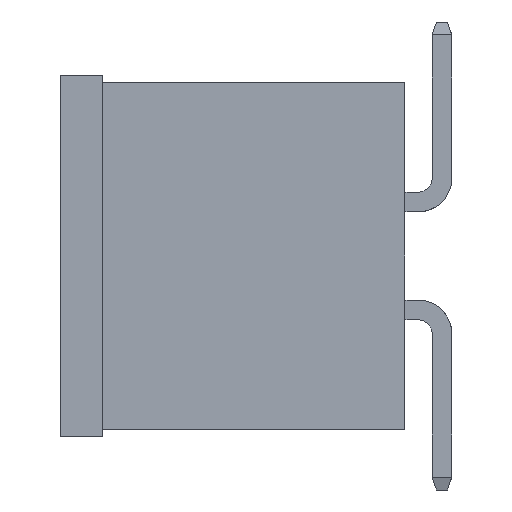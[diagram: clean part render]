
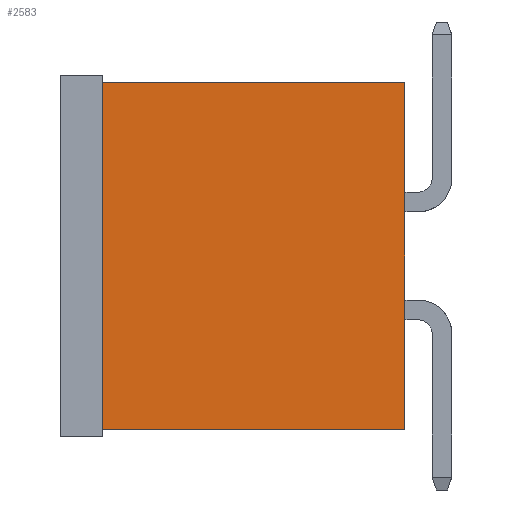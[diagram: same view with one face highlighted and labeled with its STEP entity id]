
A CAD part, left-side view. The second image highlights one B-rep face of the part: STEP entity #2583.
In plain terms, the highlighted planar face has unit normal (-1, 0, 0).
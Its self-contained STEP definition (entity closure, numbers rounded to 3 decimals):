
#2304=CARTESIAN_POINT('',(-12.665,3.55,4.075));
#2305=VERTEX_POINT('',#2304);
#2315=CARTESIAN_POINT('',(-12.665,-3.55,4.075));
#2316=VERTEX_POINT('',#2315);
#2317=CARTESIAN_POINT('',(-12.665,3.55,4.075));
#2318=CARTESIAN_POINT('',(-12.665,2.13,4.075));
#2319=CARTESIAN_POINT('',(-12.665,0.71,4.075));
#2320=CARTESIAN_POINT('',(-12.665,-0.71,4.075));
#2321=CARTESIAN_POINT('',(-12.665,-2.13,4.075));
#2322=CARTESIAN_POINT('',(-12.665,-3.55,4.075));
#2323=B_SPLINE_CURVE_WITH_KNOTS('',5,(#2317,#2318,#2319,#2320,#2321,#2322),.UNSPECIFIED.,.F.,.U.,(6,6),(0.,7.1),.UNSPECIFIED.);
#2324=EDGE_CURVE('',#2305,#2316,#2323,.T.);
#2508=CARTESIAN_POINT('',(-12.665,3.55,-4.075));
#2509=VERTEX_POINT('',#2508);
#2519=CARTESIAN_POINT('',(-12.665,3.55,4.075));
#2520=CARTESIAN_POINT('',(-12.665,3.55,2.445));
#2521=CARTESIAN_POINT('',(-12.665,3.55,0.815));
#2522=CARTESIAN_POINT('',(-12.665,3.55,-0.815));
#2523=CARTESIAN_POINT('',(-12.665,3.55,-2.445));
#2524=CARTESIAN_POINT('',(-12.665,3.55,-4.075));
#2525=B_SPLINE_CURVE_WITH_KNOTS('',5,(#2519,#2520,#2521,#2522,#2523,#2524),.UNSPECIFIED.,.F.,.U.,(6,6),(0.,8.15),.UNSPECIFIED.);
#2526=EDGE_CURVE('',#2305,#2509,#2525,.T.);
#2554=CARTESIAN_POINT('',(-12.665,0.,0.));
#2555=DIRECTION('',(0.,0.,1.));
#2556=DIRECTION('',(-1.,0.,0.));
#2557=AXIS2_PLACEMENT_3D('',#2554,#2556,#2555);
#2558=PLANE('',#2557);
#2559=ORIENTED_EDGE('',*,*,#2324,.F.);
#2560=ORIENTED_EDGE('',*,*,#2526,.T.);
#2561=CARTESIAN_POINT('',(-12.665,-3.55,-4.075));
#2562=VERTEX_POINT('',#2561);
#2563=CARTESIAN_POINT('',(-12.665,-3.55,-4.075));
#2564=CARTESIAN_POINT('',(-12.665,-2.13,-4.075));
#2565=CARTESIAN_POINT('',(-12.665,-0.71,-4.075));
#2566=CARTESIAN_POINT('',(-12.665,0.71,-4.075));
#2567=CARTESIAN_POINT('',(-12.665,2.13,-4.075));
#2568=CARTESIAN_POINT('',(-12.665,3.55,-4.075));
#2569=B_SPLINE_CURVE_WITH_KNOTS('',5,(#2563,#2564,#2565,#2566,#2567,#2568),.UNSPECIFIED.,.F.,.U.,(6,6),(0.,7.1),.UNSPECIFIED.);
#2570=EDGE_CURVE('',#2562,#2509,#2569,.T.);
#2571=ORIENTED_EDGE('',*,*,#2570,.F.);
#2572=CARTESIAN_POINT('',(-12.665,-3.55,4.075));
#2573=CARTESIAN_POINT('',(-12.665,-3.55,2.445));
#2574=CARTESIAN_POINT('',(-12.665,-3.55,0.815));
#2575=CARTESIAN_POINT('',(-12.665,-3.55,-0.815));
#2576=CARTESIAN_POINT('',(-12.665,-3.55,-2.445));
#2577=CARTESIAN_POINT('',(-12.665,-3.55,-4.075));
#2578=B_SPLINE_CURVE_WITH_KNOTS('',5,(#2572,#2573,#2574,#2575,#2576,#2577),.UNSPECIFIED.,.F.,.U.,(6,6),(0.,8.15),.UNSPECIFIED.);
#2579=EDGE_CURVE('',#2316,#2562,#2578,.T.);
#2580=ORIENTED_EDGE('',*,*,#2579,.F.);
#2581=EDGE_LOOP('',(#2559,#2560,#2571,#2580));
#2582=FACE_OUTER_BOUND('',#2581,.T.);
#2583=ADVANCED_FACE('',(#2582),#2558,.T.);
